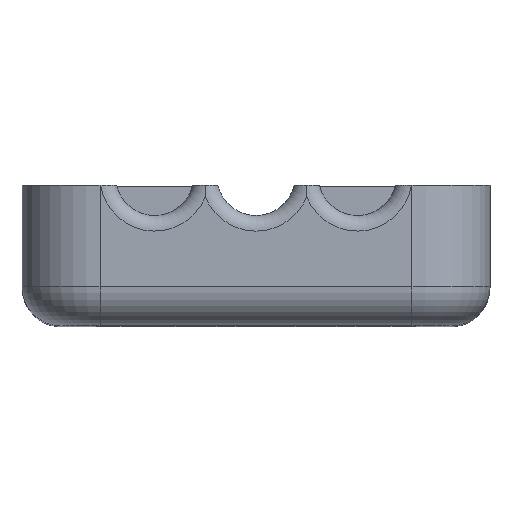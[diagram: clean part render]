
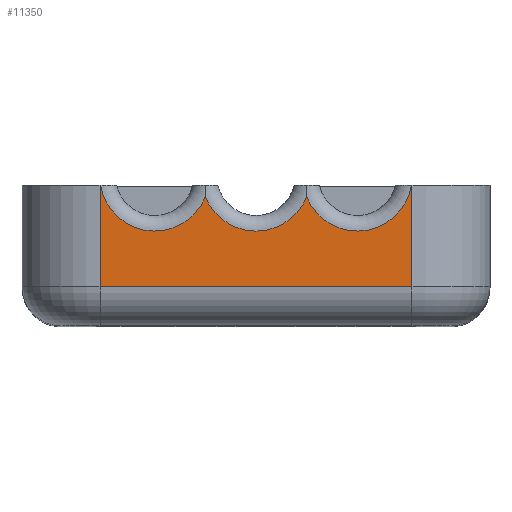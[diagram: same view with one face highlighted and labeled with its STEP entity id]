
A CAD part, top view. The second image highlights one B-rep face of the part: STEP entity #11350.
In plain terms, the highlighted planar face has unit normal (0, 0, 1).
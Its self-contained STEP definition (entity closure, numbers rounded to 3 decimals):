
#381 = VERTEX_POINT ( 'NONE', #11599 ) ;
#389 = DIRECTION ( 'NONE',  ( -1., 0., 0. ) ) ;
#673 = CARTESIAN_POINT ( 'NONE',  ( 20., 18., 55. ) ) ;
#1223 = CIRCLE ( 'NONE', #7816, 7. ) ;
#1423 = CARTESIAN_POINT ( 'NONE',  ( -19.913, 18., 55. ) ) ;
#1629 = EDGE_CURVE ( 'NONE', #3995, #7331, #1735, .T. ) ;
#1727 = CARTESIAN_POINT ( 'NONE',  ( -20., 18., 55. ) ) ;
#1735 = LINE ( 'NONE', #6774, #12697 ) ;
#1885 = LINE ( 'NONE', #11484, #8045 ) ;
#1964 = DIRECTION ( 'NONE',  ( 0., 0., -1. ) ) ;
#2045 = LINE ( 'NONE', #3139, #13376 ) ;
#2191 = EDGE_LOOP ( 'NONE', ( #3391, #12740, #8217, #10292, #9971, #10569, #9669, #4256 ) ) ;
#2642 = EDGE_CURVE ( 'NONE', #3995, #7117, #8973, .T. ) ;
#2977 = PLANE ( 'NONE',  #11780 ) ;
#3000 = AXIS2_PLACEMENT_3D ( 'NONE', #4821, #12270, #9049 ) ;
#3139 = CARTESIAN_POINT ( 'NONE',  ( -20., 18., 55. ) ) ;
#3391 = ORIENTED_EDGE ( 'NONE', *, *, #1629, .F. ) ;
#3487 = CARTESIAN_POINT ( 'NONE',  ( 19.913, 18., 55. ) ) ;
#3683 = LINE ( 'NONE', #13222, #7475 ) ;
#3844 = VECTOR ( 'NONE', #12459, 1000. ) ;
#3956 = EDGE_CURVE ( 'NONE', #381, #11086, #12538, .T. ) ;
#3995 = VERTEX_POINT ( 'NONE', #3487 ) ;
#4256 = ORIENTED_EDGE ( 'NONE', *, *, #6467, .F. ) ;
#4821 = CARTESIAN_POINT ( 'NONE',  ( 13., 19.1, 55. ) ) ;
#4893 = VERTEX_POINT ( 'NONE', #1727 ) ;
#5125 = EDGE_CURVE ( 'NONE', #7117, #381, #1223, .T. ) ;
#5262 = AXIS2_PLACEMENT_3D ( 'NONE', #6614, #5612, #389 ) ;
#5504 = CARTESIAN_POINT ( 'NONE',  ( 6.5, 16.502, 55. ) ) ;
#5612 = DIRECTION ( 'NONE',  ( 0., 0., -1. ) ) ;
#5634 = DIRECTION ( 'NONE',  ( 0., 0., -1. ) ) ;
#5796 = DIRECTION ( 'NONE',  ( 1., 0., 0. ) ) ;
#6359 = CARTESIAN_POINT ( 'NONE',  ( -20., 5., 55. ) ) ;
#6467 = EDGE_CURVE ( 'NONE', #7331, #12915, #9299, .T. ) ;
#6614 = CARTESIAN_POINT ( 'NONE',  ( -13., 19.1, 55. ) ) ;
#6774 = CARTESIAN_POINT ( 'NONE',  ( -20., 18., 55. ) ) ;
#7021 = CARTESIAN_POINT ( 'NONE',  ( 20., 18., 55. ) ) ;
#7117 = VERTEX_POINT ( 'NONE', #5504 ) ;
#7219 = CARTESIAN_POINT ( 'NONE',  ( -20., 18., 55. ) ) ;
#7331 = VERTEX_POINT ( 'NONE', #7021 ) ;
#7475 = VECTOR ( 'NONE', #11017, 1000. ) ;
#7816 = AXIS2_PLACEMENT_3D ( 'NONE', #10624, #5634, #12906 ) ;
#8045 = VECTOR ( 'NONE', #10386, 1000. ) ;
#8217 = ORIENTED_EDGE ( 'NONE', *, *, #5125, .T. ) ;
#8908 = DIRECTION ( 'NONE',  ( -1., 0., 0. ) ) ;
#8973 = CIRCLE ( 'NONE', #3000, 7. ) ;
#9049 = DIRECTION ( 'NONE',  ( -1., 0., 0. ) ) ;
#9087 = EDGE_CURVE ( 'NONE', #4893, #11086, #2045, .T. ) ;
#9299 = LINE ( 'NONE', #673, #3844 ) ;
#9669 = ORIENTED_EDGE ( 'NONE', *, *, #13105, .T. ) ;
#9971 = ORIENTED_EDGE ( 'NONE', *, *, #9087, .F. ) ;
#10292 = ORIENTED_EDGE ( 'NONE', *, *, #3956, .T. ) ;
#10386 = DIRECTION ( 'NONE',  ( 0., -1., 0. ) ) ;
#10569 = ORIENTED_EDGE ( 'NONE', *, *, #11255, .T. ) ;
#10624 = CARTESIAN_POINT ( 'NONE',  ( 0., 19.1, 55. ) ) ;
#11017 = DIRECTION ( 'NONE',  ( 1., 0., 0. ) ) ;
#11086 = VERTEX_POINT ( 'NONE', #1423 ) ;
#11255 = EDGE_CURVE ( 'NONE', #4893, #12522, #1885, .T. ) ;
#11350 = ADVANCED_FACE ( 'NONE', ( #12445 ), #2977, .F. ) ;
#11484 = CARTESIAN_POINT ( 'NONE',  ( -20., 18., 55. ) ) ;
#11569 = DIRECTION ( 'NONE',  ( 1., 0., 0. ) ) ;
#11599 = CARTESIAN_POINT ( 'NONE',  ( -6.5, 16.502, 55. ) ) ;
#11648 = CARTESIAN_POINT ( 'NONE',  ( 20., 5., 55. ) ) ;
#11780 = AXIS2_PLACEMENT_3D ( 'NONE', #7219, #1964, #8908 ) ;
#12270 = DIRECTION ( 'NONE',  ( 0., 0., -1. ) ) ;
#12445 = FACE_OUTER_BOUND ( 'NONE', #2191, .T. ) ;
#12459 = DIRECTION ( 'NONE',  ( 0., -1., 0. ) ) ;
#12522 = VERTEX_POINT ( 'NONE', #6359 ) ;
#12538 = CIRCLE ( 'NONE', #5262, 7. ) ;
#12697 = VECTOR ( 'NONE', #5796, 1000. ) ;
#12740 = ORIENTED_EDGE ( 'NONE', *, *, #2642, .T. ) ;
#12906 = DIRECTION ( 'NONE',  ( -1., 0., 0. ) ) ;
#12915 = VERTEX_POINT ( 'NONE', #11648 ) ;
#13105 = EDGE_CURVE ( 'NONE', #12522, #12915, #3683, .T. ) ;
#13222 = CARTESIAN_POINT ( 'NONE',  ( -20., 5., 55. ) ) ;
#13376 = VECTOR ( 'NONE', #11569, 1000. ) ;
